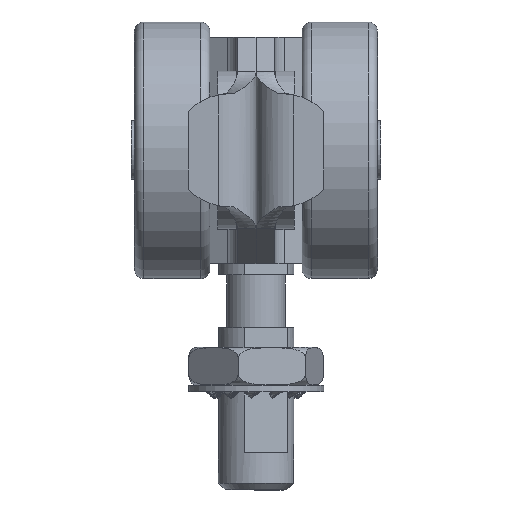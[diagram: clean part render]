
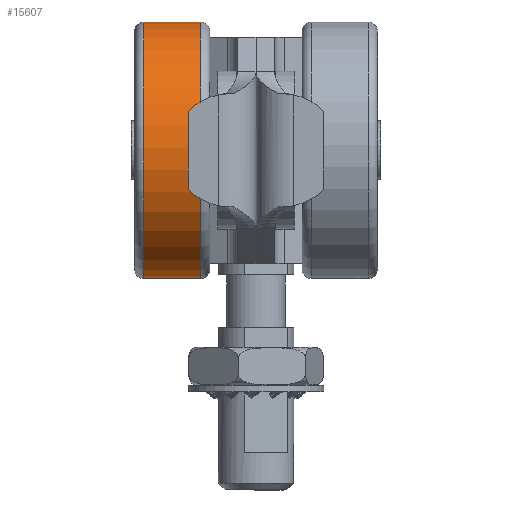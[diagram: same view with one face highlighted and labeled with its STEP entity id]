
A CAD part, front view. The second image highlights one B-rep face of the part: STEP entity #15607.
In plain terms, the highlighted cylindrical face has radius 17 mm (diameter 34 mm), a full revolution.
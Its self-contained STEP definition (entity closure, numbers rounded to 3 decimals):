
#2526=FACE_OUTER_BOUND('',#3434,.T.);
#3434=EDGE_LOOP('',(#10265,#10266,#10267,#10268,#10269,#10270,#10271,#10272));
#4465=LINE('',#23234,#4800);
#4800=VECTOR('',#18807,17.);
#5012=CIRCLE('',#16818,17.);
#5013=CIRCLE('',#16819,17.);
#5014=CIRCLE('',#16820,17.);
#5018=CIRCLE('',#16825,17.);
#5019=CIRCLE('',#16826,17.);
#5020=CIRCLE('',#16827,17.);
#5412=VERTEX_POINT('',#23217);
#5413=VERTEX_POINT('',#23218);
#5414=VERTEX_POINT('',#23220);
#5417=VERTEX_POINT('',#23229);
#5418=VERTEX_POINT('',#23230);
#5419=VERTEX_POINT('',#23232);
#7308=EDGE_CURVE('',#5412,#5413,#5012,.T.);
#7309=EDGE_CURVE('',#5414,#5412,#5013,.T.);
#7310=EDGE_CURVE('',#5413,#5414,#5014,.T.);
#7314=EDGE_CURVE('',#5417,#5418,#5018,.T.);
#7315=EDGE_CURVE('',#5419,#5417,#5019,.T.);
#7316=EDGE_CURVE('',#5419,#5414,#4465,.T.);
#7317=EDGE_CURVE('',#5418,#5419,#5020,.T.);
#10265=ORIENTED_EDGE('',*,*,#7314,.F.);
#10266=ORIENTED_EDGE('',*,*,#7315,.F.);
#10267=ORIENTED_EDGE('',*,*,#7316,.T.);
#10268=ORIENTED_EDGE('',*,*,#7309,.T.);
#10269=ORIENTED_EDGE('',*,*,#7308,.T.);
#10270=ORIENTED_EDGE('',*,*,#7310,.T.);
#10271=ORIENTED_EDGE('',*,*,#7316,.F.);
#10272=ORIENTED_EDGE('',*,*,#7317,.F.);
#14841=CYLINDRICAL_SURFACE('',#16824,17.);
#15607=ADVANCED_FACE('',(#2526),#14841,.T.);
#16818=AXIS2_PLACEMENT_3D('',#23219,#18789,#18790);
#16819=AXIS2_PLACEMENT_3D('',#23221,#18791,#18792);
#16820=AXIS2_PLACEMENT_3D('',#23222,#18793,#18794);
#16824=AXIS2_PLACEMENT_3D('',#23228,#18801,#18802);
#16825=AXIS2_PLACEMENT_3D('',#23231,#18803,#18804);
#16826=AXIS2_PLACEMENT_3D('',#23233,#18805,#18806);
#16827=AXIS2_PLACEMENT_3D('',#23235,#18808,#18809);
#18789=DIRECTION('center_axis',(1.,0.,0.));
#18790=DIRECTION('ref_axis',(0.,1.,0.));
#18791=DIRECTION('center_axis',(1.,0.,0.));
#18792=DIRECTION('ref_axis',(0.,1.,0.));
#18793=DIRECTION('center_axis',(1.,0.,0.));
#18794=DIRECTION('ref_axis',(0.,1.,0.));
#18801=DIRECTION('center_axis',(1.,0.,0.));
#18802=DIRECTION('ref_axis',(0.,1.,0.));
#18803=DIRECTION('center_axis',(1.,0.,0.));
#18804=DIRECTION('ref_axis',(0.,1.,0.));
#18805=DIRECTION('center_axis',(1.,0.,0.));
#18806=DIRECTION('ref_axis',(0.,1.,0.));
#18807=DIRECTION('',(-1.,0.,0.));
#18808=DIRECTION('center_axis',(1.,0.,0.));
#18809=DIRECTION('ref_axis',(0.,1.,0.));
#23217=CARTESIAN_POINT('',(-3.75,17.,0.));
#23218=CARTESIAN_POINT('',(-3.75,0.,17.));
#23219=CARTESIAN_POINT('Origin',(-3.75,0.,0.));
#23220=CARTESIAN_POINT('',(-3.75,-17.,0.));
#23221=CARTESIAN_POINT('Origin',(-3.75,0.,0.));
#23222=CARTESIAN_POINT('Origin',(-3.75,0.,0.));
#23228=CARTESIAN_POINT('Origin',(0.,0.,
0.));
#23229=CARTESIAN_POINT('',(3.75,17.,0.));
#23230=CARTESIAN_POINT('',(3.75,0.,17.));
#23231=CARTESIAN_POINT('Origin',(3.75,0.,0.));
#23232=CARTESIAN_POINT('',(3.75,-17.,0.));
#23233=CARTESIAN_POINT('Origin',(3.75,0.,0.));
#23234=CARTESIAN_POINT('',(0.,-17.,0.));
#23235=CARTESIAN_POINT('Origin',(3.75,0.,0.));
